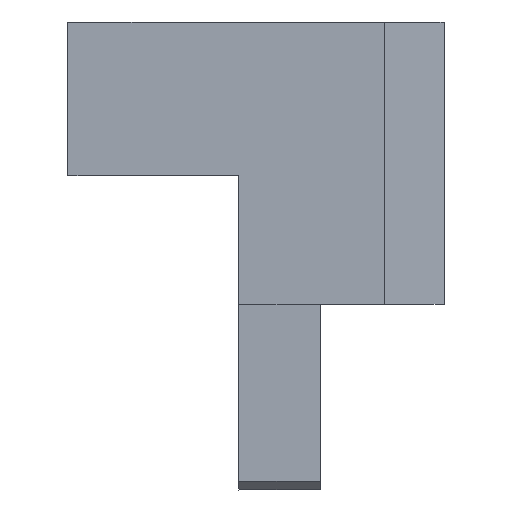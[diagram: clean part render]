
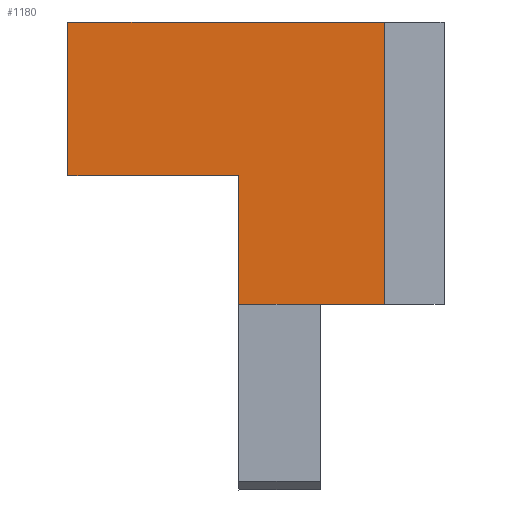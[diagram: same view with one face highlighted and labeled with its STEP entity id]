
A CAD part, left-side view. The second image highlights one B-rep face of the part: STEP entity #1180.
In plain terms, the highlighted planar face has unit normal (-1, 0, 0).
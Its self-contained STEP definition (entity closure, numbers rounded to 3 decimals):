
#1120=AXIS2_PLACEMENT_3D('Plane Axis2P3D',#1117,#1118,#1119) ;
#1117=CARTESIAN_POINT('Axis2P3D Location',(-42.,0.,0.)) ;
#1122=CARTESIAN_POINT('Line Origine',(-42.,10.5,89.25)) ;
#1126=CARTESIAN_POINT('Vertex',(-42.,10.5,105.75)) ;
#1128=CARTESIAN_POINT('Vertex',(-42.,10.5,72.75)) ;
#1131=CARTESIAN_POINT('Line Origine',(-42.,29.,105.75)) ;
#1135=CARTESIAN_POINT('Vertex',(-42.,47.5,105.75)) ;
#1138=CARTESIAN_POINT('Line Origine',(-42.,47.5,96.75)) ;
#1142=CARTESIAN_POINT('Vertex',(-42.,47.5,87.75)) ;
#1145=CARTESIAN_POINT('Line Origine',(-42.,37.5,87.75)) ;
#1149=CARTESIAN_POINT('Vertex',(-42.,27.5,87.75)) ;
#1152=CARTESIAN_POINT('Line Origine',(-42.,27.5,80.25)) ;
#1156=CARTESIAN_POINT('Vertex',(-42.,27.5,72.75)) ;
#1159=CARTESIAN_POINT('Line Origine',(-42.,22.75,72.75)) ;
#1163=CARTESIAN_POINT('Vertex',(-42.,18.,72.75)) ;
#1166=CARTESIAN_POINT('Line Origine',(-42.,14.25,72.75)) ;
#1118=DIRECTION('Axis2P3D Direction',(1.,0.,0.)) ;
#1119=DIRECTION('Axis2P3D XDirection',(0.,1.,0.)) ;
#1123=DIRECTION('Vector Direction',(0.,0.,1.)) ;
#1132=DIRECTION('Vector Direction',(0.,1.,0.)) ;
#1139=DIRECTION('Vector Direction',(0.,0.,-1.)) ;
#1146=DIRECTION('Vector Direction',(0.,-1.,0.)) ;
#1153=DIRECTION('Vector Direction',(0.,0.,-1.)) ;
#1160=DIRECTION('Vector Direction',(0.,1.,0.)) ;
#1167=DIRECTION('Vector Direction',(0.,-1.,0.)) ;
#1124=VECTOR('Line Direction',#1123,1.) ;
#1133=VECTOR('Line Direction',#1132,1.) ;
#1140=VECTOR('Line Direction',#1139,1.) ;
#1147=VECTOR('Line Direction',#1146,1.) ;
#1154=VECTOR('Line Direction',#1153,1.) ;
#1161=VECTOR('Line Direction',#1160,1.) ;
#1168=VECTOR('Line Direction',#1167,1.) ;
#1172=ORIENTED_EDGE('',*,*,#1130,.F.) ;
#1173=ORIENTED_EDGE('',*,*,#1137,.F.) ;
#1174=ORIENTED_EDGE('',*,*,#1144,.F.) ;
#1175=ORIENTED_EDGE('',*,*,#1151,.F.) ;
#1176=ORIENTED_EDGE('',*,*,#1158,.F.) ;
#1177=ORIENTED_EDGE('',*,*,#1165,.F.) ;
#1178=ORIENTED_EDGE('',*,*,#1170,.T.) ;
#1180=ADVANCED_FACE('Terminali anteriori FcCuAl 2x95mmq superiori',(#1179),#1121,.F.) ;
#1130=EDGE_CURVE('',#1127,#1129,#1125,.F.) ;
#1137=EDGE_CURVE('',#1136,#1127,#1134,.F.) ;
#1144=EDGE_CURVE('',#1143,#1136,#1141,.F.) ;
#1151=EDGE_CURVE('',#1150,#1143,#1148,.F.) ;
#1158=EDGE_CURVE('',#1157,#1150,#1155,.F.) ;
#1165=EDGE_CURVE('',#1164,#1157,#1162,.T.) ;
#1170=EDGE_CURVE('',#1164,#1129,#1169,.T.) ;
#1171=EDGE_LOOP('',(#1172,#1173,#1174,#1175,#1176,#1177,#1178)) ;
#1179=FACE_OUTER_BOUND('',#1171,.T.) ;
#1125=LINE('Line',#1122,#1124) ;
#1134=LINE('Line',#1131,#1133) ;
#1141=LINE('Line',#1138,#1140) ;
#1148=LINE('Line',#1145,#1147) ;
#1155=LINE('Line',#1152,#1154) ;
#1162=LINE('Line',#1159,#1161) ;
#1169=LINE('Line',#1166,#1168) ;
#1121=PLANE('',#1120) ;
#1127=VERTEX_POINT('',#1126) ;
#1129=VERTEX_POINT('',#1128) ;
#1136=VERTEX_POINT('',#1135) ;
#1143=VERTEX_POINT('',#1142) ;
#1150=VERTEX_POINT('',#1149) ;
#1157=VERTEX_POINT('',#1156) ;
#1164=VERTEX_POINT('',#1163) ;
